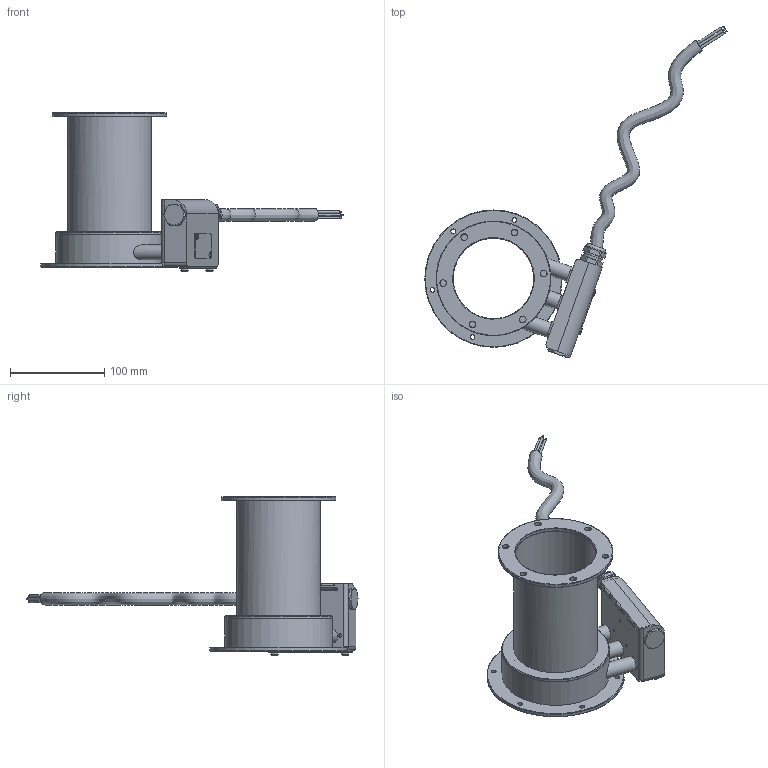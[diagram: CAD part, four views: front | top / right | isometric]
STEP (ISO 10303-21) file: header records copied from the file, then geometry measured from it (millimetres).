
FILE_DESCRIPTION(/* description */ ('Unknown'),/* implementation_level */ '2;1');
FILE_NAME(/* name */ 'PH92 350°C Umluft',/* time_stamp */ '2022-10-06T16:51:09+02:00',/* author */ ('HERZ SchÃ¶nberg'),/* organization */ ('HERZ Austria'),/* preprocessor_version */ 'ST-DEVELOPER v16.7',/* originating_system */ 'Solid Edge',/* authorisation */ 'Unknown');
FILE_SCHEMA (('AUTOMOTIVE_DESIGN {1 0 10303 214 3 1 1}'));
Length unit declared in the file: millimetre
Products named in the file (2): PH92 350蚓 Umluft
Assembly tree (1 placements, depth 2):
  PH92 350蚓 Umluft
    PH92 350蚓 Umluft
Bounding box: 321.45 x 352.96 x 168.5 mm (x, y, z)
Volume: 256360.6 mm3; surface area: 197947.1 mm2
Topology: 1 solids, 1 shells, 381 faces, 934 edges, 606 vertices
Faces by surface type: plane 169, cylinder 160, cone 29, bspline 16, torus 7
Full cylindrical faces by diameter (mm): 1.5 x8, 2 x2, 2.5 x8, 3.3 x11, 4 x4, 4.2 x1, 4.3 x2, 5 x10, 7 x6, 8 x2, 10.5 x1, 11 x3, 13.5 x1, 16 x5, 16.5 x1, 20 x3, 22 x2, 85.7 x2, 86.5 x1, 88.9 x1, 93.5 x1, 110.3 x2, 114.3 x2, 122 x1, 146 x1
Entity records: 15423 total; most frequent: CARTESIAN_POINT 4202, DIRECTION 1813, ORIENTED_EDGE 1524, EDGE_CURVE 762, AXIS2_PLACEMENT_3D 734, FACE_BOUND 623, EDGE_LOOP 620, VERTEX_POINT 555
